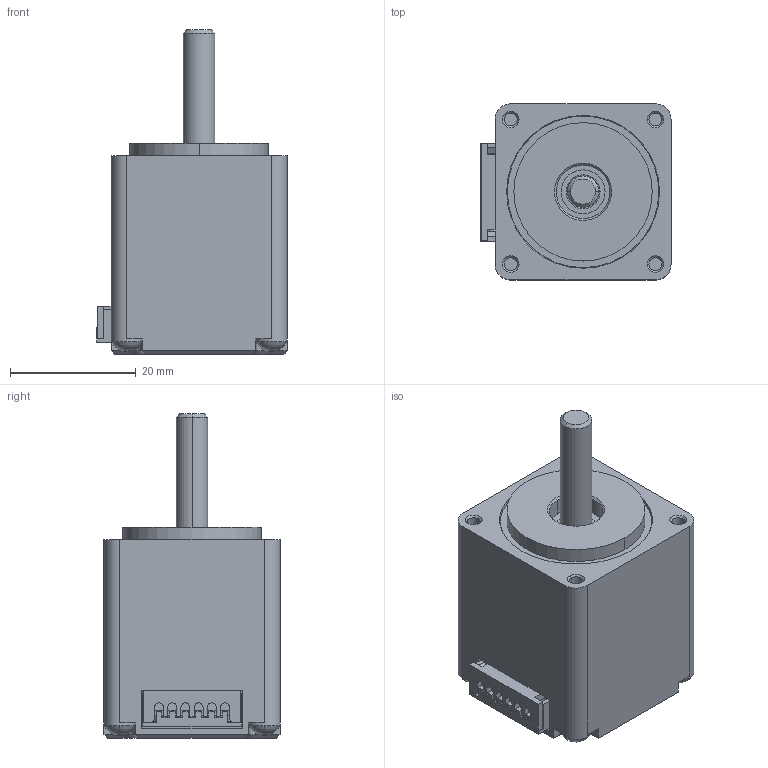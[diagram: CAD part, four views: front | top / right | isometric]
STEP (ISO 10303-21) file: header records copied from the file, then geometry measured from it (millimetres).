
FILE_DESCRIPTION((''),'2;1');
FILE_NAME('3_1_01_028_0003_SW0001','2020-12-10T13:23:21',('zhangjq'),(''),'CREO PARAMETRIC BY PTC INC, 2017110','CREO PARAMETRIC BY PTC INC, 2017110','');
FILE_SCHEMA(('CONFIG_CONTROL_DESIGN'));
Products named in the file (1): 3_1_01_028_0003_SW0001
Bounding box: 30.25 x 28 x 51.55 mm (x, y, z)
Volume: 16313 mm3; surface area: 17606.2 mm2
Topology: 1 solids, 3 shells, 1898 faces, 5659 edges, 3632 vertices
Faces by surface type: plane 1402, cylinder 421, cone 34, torus 26, sphere 8, bspline 7
Entity records: 65228 total; most frequent: CARTESIAN_POINT 13017, ORIENTED_EDGE 11318, DIRECTION 10601, EDGE_CURVE 5659, VECTOR 4323, LINE 4323, VERTEX_POINT 3632, AXIS2_PLACEMENT_3D 3139
